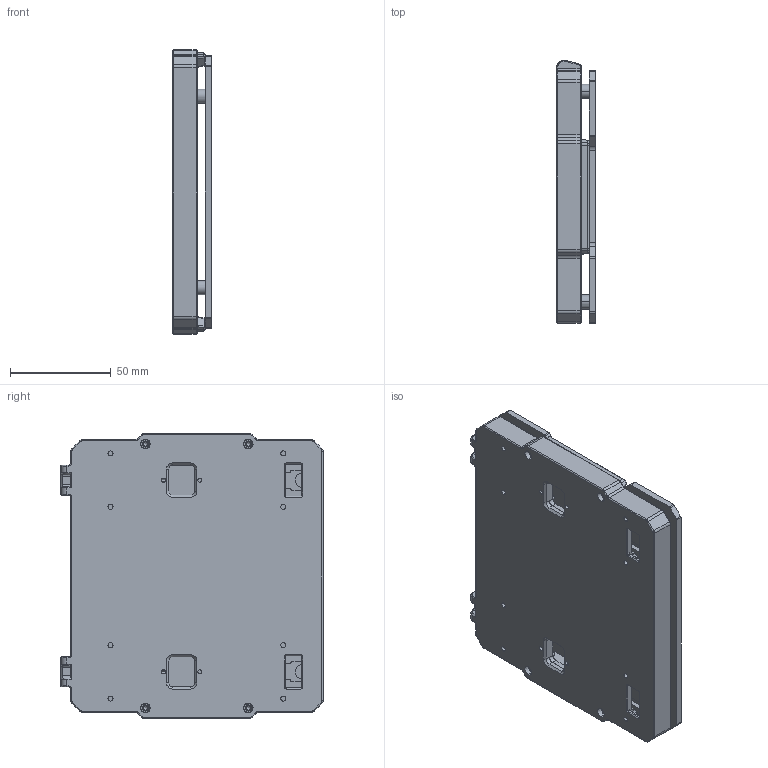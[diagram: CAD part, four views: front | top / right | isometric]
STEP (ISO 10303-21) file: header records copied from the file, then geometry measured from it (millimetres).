
FILE_DESCRIPTION (( 'STEP AP214' ), '1' );
FILE_NAME ('苤蚾樅.STEP', '2018-11-20T11:52:32', ( 'hh' ), ( 'Microsoft' ), 'SwSTEP 2.0', 'SolidWorks 2016', '' );
FILE_SCHEMA (( 'AUTOMOTIVE_DESIGN' ));
Length unit declared in the file: millimetre
Products named in the file (1): 苤蚾樅
Bounding box: 19 x 129.97 x 141 mm (x, y, z)
Volume: 105960.2 mm3; surface area: 101177.1 mm2
Topology: 16 solids, 16 shells, 1245 faces, 3278 edges, 2086 vertices
Faces by surface type: cylinder 564, plane 465, cone 112, bspline 88, torus 16
Entity records: 58723 total; most frequent: CARTESIAN_POINT 15061, ORIENTED_EDGE 6520, DIRECTION 5779, EDGE_CURVE 3260, VERTEX_POINT 2086, AXIS2_PLACEMENT_3D 2036, LINE 1707, VECTOR 1707
